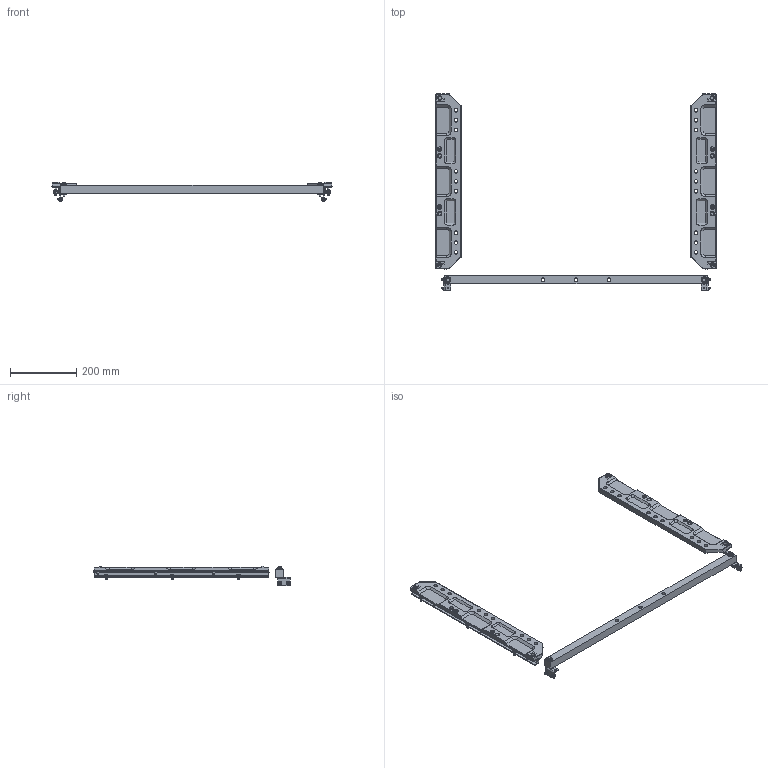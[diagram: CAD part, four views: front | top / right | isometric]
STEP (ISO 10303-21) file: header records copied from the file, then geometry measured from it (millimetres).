
FILE_DESCRIPTION(('STEP AP214'),'1');
FILE_NAME('cctmp_7C93C415-6A22-46A6-8B41-13813D9E4CFB_2024_05_06_11_53_10_0712..stp','2024-05-06T09:53:11',('SIEMENS A&D'),('CADClick - www.CADClick.com'),'Spatial InterOp 3D',' ','unknown authorization');
FILE_SCHEMA(('AUTOMOTIVE_DESIGN'));
Length unit declared in the file: millimetre
Products named in the file (28): cc_unnamed; 2024_05_06_11_53_10_0697; 2024_05_06_11_53_10_0665; 2024_05_06_11_53_10_0634; 2024_05_06_11_53_10_0603; 2024_05_06_11_53_10_0572; 2024_05_06_11_53_10_0540; 2024_05_06_11_53_10_0509; 2024_05_06_11_53_10_0476; 2024_05_06_11_53_10_0382; 2024_05_06_11_53_10_0351; 2024_05_06_11_53_10_0320; 2024_05_06_11_53_10_0289; 2024_05_06_11_53_10_0257; 2024_05_06_11_53_10_0226; 2024_05_06_11_53_10_0195; 2024_05_06_11_53_10_0164; 2024_05_06_11_53_10_0070; 2024_05_06_11_53_10_0039; 2024_05_06_11_53_10_0007; 2024_05_06_11_53_09_0945; 2024_05_06_11_53_09_0914; 2024_05_06_11_53_09_0882; 2024_05_06_11_53_09_0820; 2024_05_06_11_53_09_0789; 2024_05_06_11_53_09_0757; 2024_05_06_11_53_09_0726; 2024_05_06_11_53_09_0695
Assembly tree (27 placements, depth 2):
  cc_unnamed
    2024_05_06_11_53_10_0697
    2024_05_06_11_53_10_0665
    2024_05_06_11_53_10_0634
    2024_05_06_11_53_10_0603
    2024_05_06_11_53_10_0572
    2024_05_06_11_53_10_0540
    2024_05_06_11_53_10_0509
    2024_05_06_11_53_10_0476
    2024_05_06_11_53_10_0382
    2024_05_06_11_53_10_0351
    2024_05_06_11_53_10_0320
    2024_05_06_11_53_10_0289
    2024_05_06_11_53_10_0257
    2024_05_06_11_53_10_0226
    2024_05_06_11_53_10_0195
    2024_05_06_11_53_10_0164
    2024_05_06_11_53_10_0070
    2024_05_06_11_53_10_0039
    2024_05_06_11_53_10_0007
    2024_05_06_11_53_09_0945
    2024_05_06_11_53_09_0914
    2024_05_06_11_53_09_0882
    2024_05_06_11_53_09_0820
    2024_05_06_11_53_09_0789
    2024_05_06_11_53_09_0757
    2024_05_06_11_53_09_0726
    2024_05_06_11_53_09_0695
Bounding box: 847.3 x 594 x 58 mm (x, y, z)
Volume: 1405487.7 mm3; surface area: 413770.6 mm2
Topology: 27 solids, 27 shells, 756 faces, 1920 edges, 1228 vertices
Faces by surface type: plane 276, cylinder 264, cone 204, sphere 12
Entity records: 30133 total; most frequent: DIRECTION 4368, CARTESIAN_POINT 3932, ORIENTED_EDGE 3840, EDGE_CURVE 1920, AXIS2_PLACEMENT_3D 1664, VERTEX_POINT 1228, LINE 1040, VECTOR 1040
